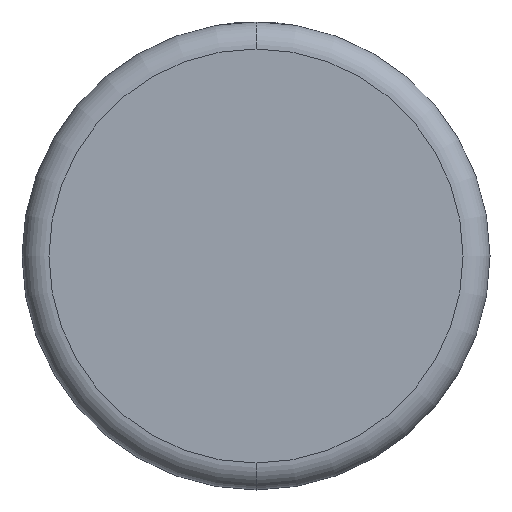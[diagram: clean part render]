
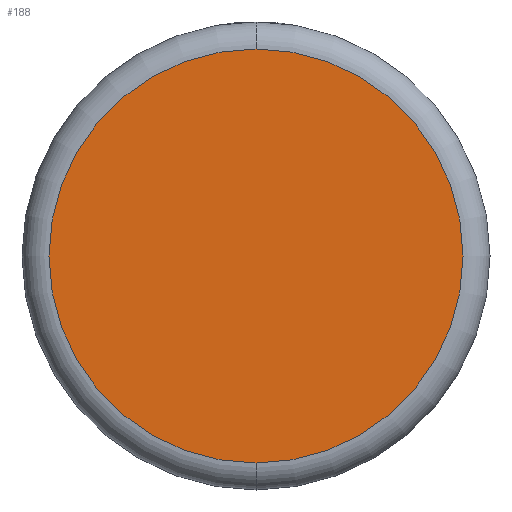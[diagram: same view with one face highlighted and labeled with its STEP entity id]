
A CAD part, front view. The second image highlights one B-rep face of the part: STEP entity #188.
In plain terms, the highlighted planar face has unit normal (0, -1, 0).
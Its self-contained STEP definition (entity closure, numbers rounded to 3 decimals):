
#188 = ADVANCED_FACE ( 'NONE', ( #1952 ), #2165, .F. ) ;
#711 = EDGE_CURVE ( 'NONE', #2704, #3730, #4116, .T. ) ;
#884 = EDGE_LOOP ( 'NONE', ( #2383, #1008 ) ) ;
#933 = AXIS2_PLACEMENT_3D ( 'NONE', #2132, #3067, #1474 ) ;
#960 = CARTESIAN_POINT ( 'NONE',  ( 0., 0., 13.714 ) ) ;
#1008 = ORIENTED_EDGE ( 'NONE', *, *, #3953, .T. ) ;
#1159 = AXIS2_PLACEMENT_3D ( 'NONE', #3160, #1901, #4089 ) ;
#1474 = DIRECTION ( 'NONE',  ( 0., 0., 1. ) ) ;
#1513 = CARTESIAN_POINT ( 'NONE',  ( 0., 0., -13.714 ) ) ;
#1744 = DIRECTION ( 'NONE',  ( 0., -1., 0. ) ) ;
#1901 = DIRECTION ( 'NONE',  ( 0., -1., 0. ) ) ;
#1952 = FACE_OUTER_BOUND ( 'NONE', #884, .T. ) ;
#2076 = DIRECTION ( 'NONE',  ( 0., 0., 1. ) ) ;
#2132 = CARTESIAN_POINT ( 'NONE',  ( 0., 0., 0. ) ) ;
#2165 = PLANE ( 'NONE',  #933 ) ;
#2383 = ORIENTED_EDGE ( 'NONE', *, *, #711, .T. ) ;
#2704 = VERTEX_POINT ( 'NONE', #960 ) ;
#2729 = CARTESIAN_POINT ( 'NONE',  ( 0., 0., 0. ) ) ;
#3066 = AXIS2_PLACEMENT_3D ( 'NONE', #2729, #1744, #2076 ) ;
#3067 = DIRECTION ( 'NONE',  ( 0., 1., 0. ) ) ;
#3160 = CARTESIAN_POINT ( 'NONE',  ( 0., 0., 0. ) ) ;
#3600 = CIRCLE ( 'NONE', #1159, 13.714 ) ;
#3730 = VERTEX_POINT ( 'NONE', #1513 ) ;
#3953 = EDGE_CURVE ( 'NONE', #3730, #2704, #3600, .T. ) ;
#4089 = DIRECTION ( 'NONE',  ( 0., 0., 1. ) ) ;
#4116 = CIRCLE ( 'NONE', #3066, 13.714 ) ;
